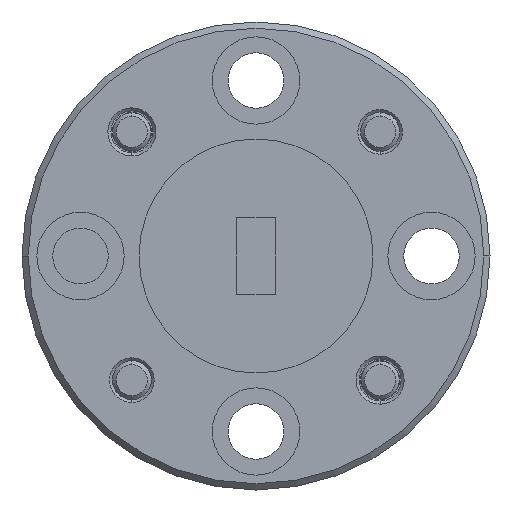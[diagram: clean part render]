
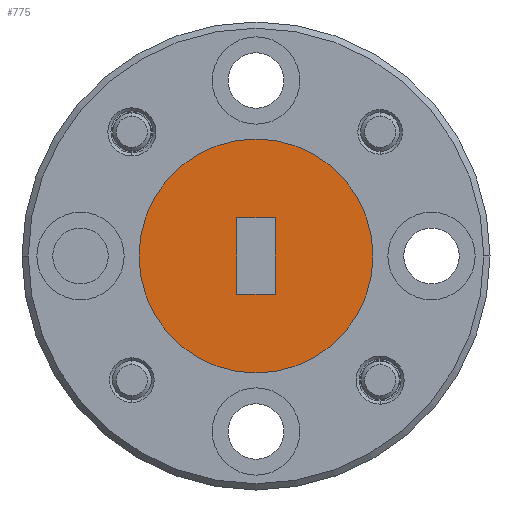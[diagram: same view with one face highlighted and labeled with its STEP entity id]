
A CAD part, left-side view. The second image highlights one B-rep face of the part: STEP entity #775.
In plain terms, the highlighted planar face has unit normal (-1, 0, 0).
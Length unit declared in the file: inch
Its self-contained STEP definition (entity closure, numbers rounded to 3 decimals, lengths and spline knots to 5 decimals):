
#26 = VERTEX_POINT ( 'NONE', #3536 ) ;
#42 = CARTESIAN_POINT ( 'NONE',  ( 0., -0.0305, 0.061 ) ) ;
#176 = DIRECTION ( 'NONE',  ( 0., 1., 0. ) ) ;
#256 = DIRECTION ( 'NONE',  ( 0., -1., 0. ) ) ;
#538 = VECTOR ( 'NONE', #3406, 39.37008 ) ;
#563 = AXIS2_PLACEMENT_3D ( 'NONE', #2027, #2749, #619 ) ;
#619 = DIRECTION ( 'NONE',  ( 0., -1., 0. ) ) ;
#654 = ORIENTED_EDGE ( 'NONE', *, *, #2204, .F. ) ;
#663 = EDGE_LOOP ( 'NONE', ( #2140, #3545, #1690, #3227 ) ) ;
#693 = DIRECTION ( 'NONE',  ( 0., 1., 0. ) ) ;
#735 = CIRCLE ( 'NONE', #936, 0.1875 ) ;
#775 = ADVANCED_FACE ( 'NONE', ( #2146, #4053 ), #3078, .T. ) ;
#936 = AXIS2_PLACEMENT_3D ( 'NONE', #4124, #1994, #4486 ) ;
#978 = VERTEX_POINT ( 'NONE', #2786 ) ;
#1113 = VERTEX_POINT ( 'NONE', #1784 ) ;
#1124 = VERTEX_POINT ( 'NONE', #42 ) ;
#1254 = CIRCLE ( 'NONE', #2151, 0.1875 ) ;
#1352 = VERTEX_POINT ( 'NONE', #4125 ) ;
#1633 = VECTOR ( 'NONE', #693, 39.37008 ) ;
#1690 = ORIENTED_EDGE ( 'NONE', *, *, #3635, .T. ) ;
#1784 = CARTESIAN_POINT ( 'NONE',  ( 0., 0.0305, -0.061 ) ) ;
#1994 = DIRECTION ( 'NONE',  ( 1., 0., 0. ) ) ;
#2027 = CARTESIAN_POINT ( 'NONE',  ( 0., 0., 0. ) ) ;
#2140 = ORIENTED_EDGE ( 'NONE', *, *, #2358, .T. ) ;
#2146 = FACE_BOUND ( 'NONE', #663, .T. ) ;
#2151 = AXIS2_PLACEMENT_3D ( 'NONE', #4424, #2289, #176 ) ;
#2159 = EDGE_CURVE ( 'NONE', #1124, #1352, #4301, .T. ) ;
#2204 = EDGE_CURVE ( 'NONE', #978, #2283, #1254, .T. ) ;
#2283 = VERTEX_POINT ( 'NONE', #3417 ) ;
#2289 = DIRECTION ( 'NONE',  ( 1., 0., 0. ) ) ;
#2358 = EDGE_CURVE ( 'NONE', #26, #1124, #3546, .T. ) ;
#2360 = CARTESIAN_POINT ( 'NONE',  ( 0., 0.0305, -0.061 ) ) ;
#2569 = LINE ( 'NONE', #3884, #1633 ) ;
#2729 = DIRECTION ( 'NONE',  ( 0., 0., 1. ) ) ;
#2741 = CARTESIAN_POINT ( 'NONE',  ( 0., -0.0305, 0.061 ) ) ;
#2749 = DIRECTION ( 'NONE',  ( -1., 0., 0. ) ) ;
#2786 = CARTESIAN_POINT ( 'NONE',  ( 0., 0.1875, 0. ) ) ;
#2972 = VECTOR ( 'NONE', #2729, 39.37008 ) ;
#3046 = CARTESIAN_POINT ( 'NONE',  ( 0., -0.0305, -0.061 ) ) ;
#3078 = PLANE ( 'NONE',  #563 ) ;
#3092 = LINE ( 'NONE', #2360, #2972 ) ;
#3227 = ORIENTED_EDGE ( 'NONE', *, *, #3346, .T. ) ;
#3346 = EDGE_CURVE ( 'NONE', #1113, #26, #3092, .T. ) ;
#3406 = DIRECTION ( 'NONE',  ( 0., 0., -1. ) ) ;
#3417 = CARTESIAN_POINT ( 'NONE',  ( 0., -0.1875, 0. ) ) ;
#3440 = VECTOR ( 'NONE', #256, 39.37008 ) ;
#3466 = EDGE_CURVE ( 'NONE', #2283, #978, #735, .T. ) ;
#3536 = CARTESIAN_POINT ( 'NONE',  ( 0., 0.0305, 0.061 ) ) ;
#3545 = ORIENTED_EDGE ( 'NONE', *, *, #2159, .T. ) ;
#3546 = LINE ( 'NONE', #2741, #3440 ) ;
#3633 = ORIENTED_EDGE ( 'NONE', *, *, #3466, .F. ) ;
#3635 = EDGE_CURVE ( 'NONE', #1352, #1113, #2569, .T. ) ;
#3884 = CARTESIAN_POINT ( 'NONE',  ( 0., -0.0305, -0.061 ) ) ;
#4053 = FACE_OUTER_BOUND ( 'NONE', #4546, .T. ) ;
#4124 = CARTESIAN_POINT ( 'NONE',  ( 0., 0., 0. ) ) ;
#4125 = CARTESIAN_POINT ( 'NONE',  ( 0., -0.0305, -0.061 ) ) ;
#4301 = LINE ( 'NONE', #3046, #538 ) ;
#4424 = CARTESIAN_POINT ( 'NONE',  ( 0., 0., 0. ) ) ;
#4486 = DIRECTION ( 'NONE',  ( 0., 1., 0. ) ) ;
#4546 = EDGE_LOOP ( 'NONE', ( #654, #3633 ) ) ;
